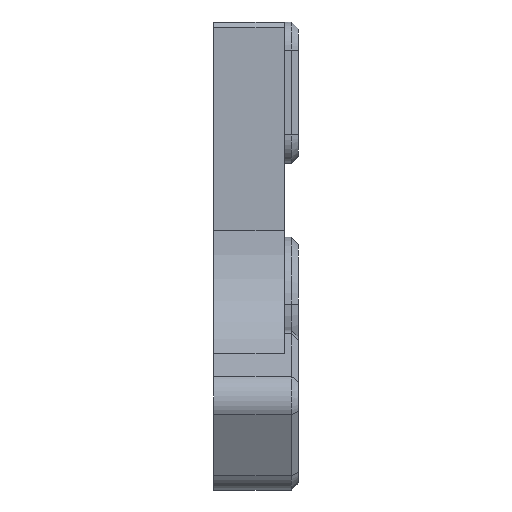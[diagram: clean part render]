
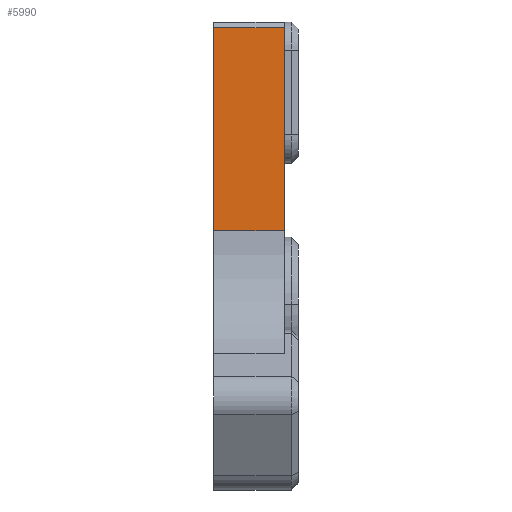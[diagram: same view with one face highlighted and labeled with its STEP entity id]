
A CAD part, left-side view. The second image highlights one B-rep face of the part: STEP entity #5990.
In plain terms, the highlighted planar face has unit normal (-1, 0, 0).
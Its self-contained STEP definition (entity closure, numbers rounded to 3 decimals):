
#295 = VERTEX_POINT ( 'NONE', #850 ) ;
#591 = VECTOR ( 'NONE', #4868, 1000. ) ;
#781 = LINE ( 'NONE', #2952, #6184 ) ;
#850 = CARTESIAN_POINT ( 'NONE',  ( -20., 0., -12.608 ) ) ;
#865 = ORIENTED_EDGE ( 'NONE', *, *, #1576, .F. ) ;
#879 = DIRECTION ( 'NONE',  ( 0., 1., 0. ) ) ;
#885 = ORIENTED_EDGE ( 'NONE', *, *, #2857, .F. ) ;
#954 = AXIS2_PLACEMENT_3D ( 'NONE', #7143, #2304, #3103 ) ;
#1576 = EDGE_CURVE ( 'NONE', #3132, #295, #4064, .T. ) ;
#1645 = EDGE_CURVE ( 'NONE', #3132, #4486, #781, .T. ) ;
#1893 = EDGE_CURVE ( 'NONE', #295, #3605, #2403, .T. ) ;
#2304 = DIRECTION ( 'NONE',  ( -1., 0., 0. ) ) ;
#2403 = LINE ( 'NONE', #6671, #8423 ) ;
#2428 = VECTOR ( 'NONE', #8815, 1000. ) ;
#2857 = EDGE_CURVE ( 'NONE', #3605, #4486, #4262, .T. ) ;
#2952 = CARTESIAN_POINT ( 'NONE',  ( -20., 0., 16.2 ) ) ;
#3103 = DIRECTION ( 'NONE',  ( 0., 0., 1. ) ) ;
#3132 = VERTEX_POINT ( 'NONE', #5987 ) ;
#3605 = VERTEX_POINT ( 'NONE', #5871 ) ;
#4061 = ORIENTED_EDGE ( 'NONE', *, *, #1645, .T. ) ;
#4064 = LINE ( 'NONE', #6099, #2428 ) ;
#4262 = LINE ( 'NONE', #7745, #591 ) ;
#4285 = CARTESIAN_POINT ( 'NONE',  ( -20., 10., 16.2 ) ) ;
#4404 = DIRECTION ( 'NONE',  ( 0., 1., 0. ) ) ;
#4486 = VERTEX_POINT ( 'NONE', #4285 ) ;
#4868 = DIRECTION ( 'NONE',  ( 0., 0., 1. ) ) ;
#5242 = ORIENTED_EDGE ( 'NONE', *, *, #1893, .F. ) ;
#5871 = CARTESIAN_POINT ( 'NONE',  ( -20., 10., -12.608 ) ) ;
#5987 = CARTESIAN_POINT ( 'NONE',  ( -20., 0., 16.2 ) ) ;
#5990 = ADVANCED_FACE ( 'NONE', ( #8435 ), #7265, .T. ) ;
#6099 = CARTESIAN_POINT ( 'NONE',  ( -20., 0., 16.2 ) ) ;
#6184 = VECTOR ( 'NONE', #879, 1000. ) ;
#6671 = CARTESIAN_POINT ( 'NONE',  ( -20., 0., -12.608 ) ) ;
#7143 = CARTESIAN_POINT ( 'NONE',  ( -20., 0., -24.443 ) ) ;
#7265 = PLANE ( 'NONE',  #954 ) ;
#7745 = CARTESIAN_POINT ( 'NONE',  ( -20., 10., 16.2 ) ) ;
#8423 = VECTOR ( 'NONE', #4404, 1000. ) ;
#8435 = FACE_OUTER_BOUND ( 'NONE', #8774, .T. ) ;
#8774 = EDGE_LOOP ( 'NONE', ( #5242, #865, #4061, #885 ) ) ;
#8815 = DIRECTION ( 'NONE',  ( 0., 0., -1. ) ) ;
